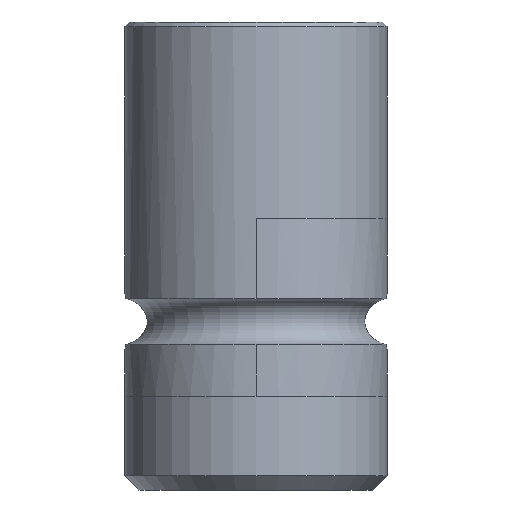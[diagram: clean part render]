
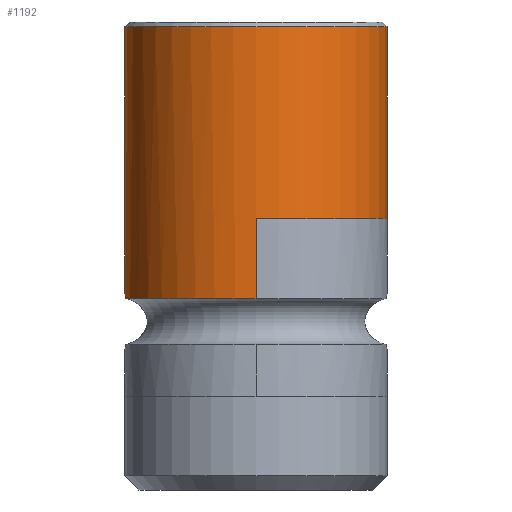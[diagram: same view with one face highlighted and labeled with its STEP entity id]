
A CAD part, left-side view. The second image highlights one B-rep face of the part: STEP entity #1192.
In plain terms, the highlighted cylindrical face has radius 14 mm (diameter 28 mm), a partial arc.
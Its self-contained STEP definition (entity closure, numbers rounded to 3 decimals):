
#43=CARTESIAN_POINT('',(0.,0.,39.5));
#44=DIRECTION('',(0.,0.,1.));
#45=DIRECTION('',(0.,1.,0.));
#46=AXIS2_PLACEMENT_3D('',#43,#44,#45);
#48=CARTESIAN_POINT('',(0.,0.,10.449));
#49=DIRECTION('',(0.,0.,1.));
#50=DIRECTION('',(-0.124,0.992,0.));
#51=AXIS2_PLACEMENT_3D('',#48,#49,#50);
#53=CARTESIAN_POINT('',(0.,14.,11.));
#54=CARTESIAN_POINT('',(-0.147,14.,11.));
#55=CARTESIAN_POINT('',(-0.443,13.996,10.979));
#56=CARTESIAN_POINT('',(-0.909,13.973,10.872));
#57=CARTESIAN_POINT('',(-1.343,13.938,10.696));
#58=CARTESIAN_POINT('',(-1.606,13.908,10.538));
#59=CARTESIAN_POINT('',(-1.732,13.892,10.449));
#61=CARTESIAN_POINT('',(1.732,13.892,10.449));
#62=CARTESIAN_POINT('',(1.606,13.908,10.538));
#63=CARTESIAN_POINT('',(1.343,13.938,10.696));
#64=CARTESIAN_POINT('',(0.908,13.973,10.872));
#65=CARTESIAN_POINT('',(0.445,13.995,10.979));
#66=CARTESIAN_POINT('',(0.148,14.,11.));
#67=CARTESIAN_POINT('',(0.,14.,11.));
#69=CARTESIAN_POINT('',(0.,0.,10.449));
#70=DIRECTION('',(0.,0.,1.));
#71=DIRECTION('',(1.,0.,0.));
#72=AXIS2_PLACEMENT_3D('',#69,#70,#71);
#74=DIRECTION('',(0.,0.,1.));
#75=VECTOR('',#74,8.551);
#76=CARTESIAN_POINT('',(14.,0.,10.449));
#77=LINE('',#76,#75);
#78=CARTESIAN_POINT('',(0.,0.,19.));
#79=DIRECTION('',(0.,0.,1.));
#80=DIRECTION('',(1.,0.,0.));
#81=AXIS2_PLACEMENT_3D('',#78,#79,#80);
#582=DIRECTION('',(0.,0.,1.));
#583=VECTOR('',#582,20.5);
#584=CARTESIAN_POINT('',(0.,14.,19.));
#585=LINE('',#584,#583);
#612=DIRECTION('',(0.,0.,1.));
#613=VECTOR('',#612,8.551);
#614=CARTESIAN_POINT('',(-14.,0.,10.449));
#615=LINE('',#614,#613);
#616=CARTESIAN_POINT('',(0.,0.,19.));
#617=DIRECTION('',(0.,0.,1.));
#618=DIRECTION('',(-1.,0.,0.));
#619=AXIS2_PLACEMENT_3D('',#616,#617,#618);
#621=DIRECTION('',(0.,0.,1.));
#622=VECTOR('',#621,20.5);
#623=CARTESIAN_POINT('',(0.,-14.,19.));
#624=LINE('',#623,#622);
#1004=VERTEX_POINT('',#53);
#1005=VERTEX_POINT('',#59);
#1009=VERTEX_POINT('',#61);
#1024=CARTESIAN_POINT('',(-14.,0.,10.449));
#1025=VERTEX_POINT('',#1024);
#1028=CARTESIAN_POINT('',(14.,0.,10.449));
#1029=VERTEX_POINT('',#1028);
#1081=CARTESIAN_POINT('',(-14.,0.,19.));
#1082=CARTESIAN_POINT('',(0.,-14.,19.));
#1083=VERTEX_POINT('',#1081);
#1084=VERTEX_POINT('',#1082);
#1085=CARTESIAN_POINT('',(14.,0.,19.));
#1086=CARTESIAN_POINT('',(0.,14.,19.));
#1087=VERTEX_POINT('',#1085);
#1088=VERTEX_POINT('',#1086);
#1093=CARTESIAN_POINT('',(0.,-14.,39.5));
#1094=CARTESIAN_POINT('',(0.,14.,39.5));
#1095=VERTEX_POINT('',#1093);
#1096=VERTEX_POINT('',#1094);
#1163=CARTESIAN_POINT('',(0.,0.,0.));
#1164=DIRECTION('',(0.,0.,1.));
#1165=DIRECTION('',(1.,0.,0.));
#1166=AXIS2_PLACEMENT_3D('',#1163,#1164,#1165);
#1167=CYLINDRICAL_SURFACE('',#1166,14.);
#1169=ORIENTED_EDGE('',*,*,#1168,.T.);
#1171=ORIENTED_EDGE('',*,*,#1170,.F.);
#1173=ORIENTED_EDGE('',*,*,#1172,.F.);
#1175=ORIENTED_EDGE('',*,*,#1174,.F.);
#1177=ORIENTED_EDGE('',*,*,#1176,.F.);
#1179=ORIENTED_EDGE('',*,*,#1178,.F.);
#1181=ORIENTED_EDGE('',*,*,#1180,.F.);
#1183=ORIENTED_EDGE('',*,*,#1182,.F.);
#1185=ORIENTED_EDGE('',*,*,#1184,.T.);
#1187=ORIENTED_EDGE('',*,*,#1186,.T.);
#1189=ORIENTED_EDGE('',*,*,#1188,.T.);
#1190=EDGE_LOOP('',(#1169,#1171,#1173,#1175,#1177,#1179,#1181,#1183,#1185,#1187,
#1189));
#1191=FACE_OUTER_BOUND('',#1190,.F.);
#1192=ADVANCED_FACE('',(#1191),#1167,.T.);
#47=CIRCLE('',#46,14.);
#52=CIRCLE('',#51,14.);
#60=B_SPLINE_CURVE_WITH_KNOTS('',3,(#53,#54,#55,#56,#57,#58,#59),.UNSPECIFIED.,
.F.,.F.,(4,1,1,1,4),(0.,0.25,0.5,0.75,1.),.UNSPECIFIED.);
#68=B_SPLINE_CURVE_WITH_KNOTS('',3,(#61,#62,#63,#64,#65,#66,#67),.UNSPECIFIED.,
.F.,.F.,(4,1,1,1,4),(0.,0.25,0.5,0.75,1.),.UNSPECIFIED.);
#73=CIRCLE('',#72,14.);
#82=CIRCLE('',#81,14.);
#620=CIRCLE('',#619,14.);
#1168=EDGE_CURVE('',#1096,#1095,#47,.T.);
#1170=EDGE_CURVE('',#1084,#1095,#624,.T.);
#1172=EDGE_CURVE('',#1083,#1084,#620,.T.);
#1174=EDGE_CURVE('',#1025,#1083,#615,.T.);
#1176=EDGE_CURVE('',#1005,#1025,#52,.T.);
#1178=EDGE_CURVE('',#1004,#1005,#60,.T.);
#1180=EDGE_CURVE('',#1009,#1004,#68,.T.);
#1182=EDGE_CURVE('',#1029,#1009,#73,.T.);
#1184=EDGE_CURVE('',#1029,#1087,#77,.T.);
#1186=EDGE_CURVE('',#1087,#1088,#82,.T.);
#1188=EDGE_CURVE('',#1088,#1096,#585,.T.);
